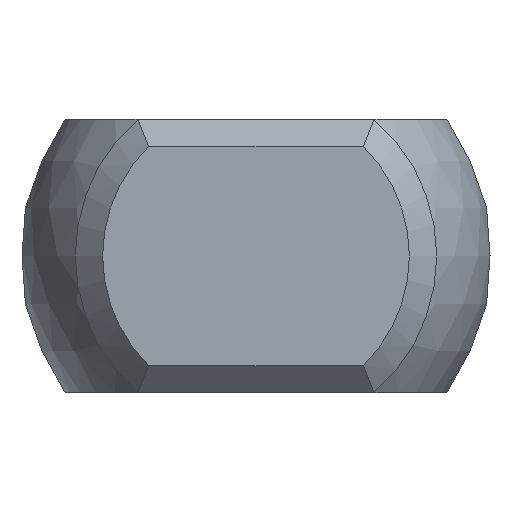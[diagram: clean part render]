
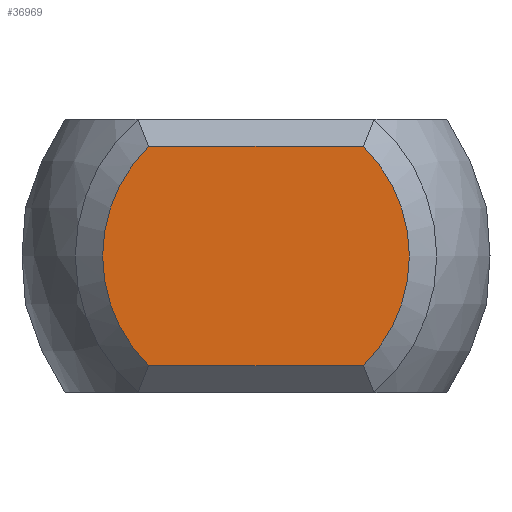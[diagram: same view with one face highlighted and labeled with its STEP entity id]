
A CAD part, left-side view. The second image highlights one B-rep face of the part: STEP entity #36969.
In plain terms, the highlighted planar face has unit normal (-1, 0, 0).
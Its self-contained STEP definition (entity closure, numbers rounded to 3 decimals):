
#34631 = PLANE('',#34632);
#34632 = AXIS2_PLACEMENT_3D('',#34633,#34634,#34635);
#34633 = CARTESIAN_POINT('',(-52.875,3.125,2.25));
#34634 = DIRECTION('',(0.707,0.,-0.707));
#34635 = DIRECTION('',(-0.707,0.,-0.707));
#36346 = EDGE_CURVE('',#36347,#36349,#36351,.T.);
#36347 = VERTEX_POINT('',#36348);
#36348 = CARTESIAN_POINT('',(-53.125,-1.96,-2.));
#36349 = VERTEX_POINT('',#36350);
#36350 = CARTESIAN_POINT('',(-53.125,-1.96,2.));
#36351 = SURFACE_CURVE('',#36352,(#36357,#36369),.PCURVE_S1.);
#36352 = CIRCLE('',#36353,2.8);
#36353 = AXIS2_PLACEMENT_3D('',#36354,#36355,#36356);
#36354 = CARTESIAN_POINT('',(-53.125,0.,0.));
#36355 = DIRECTION('',(-1.,0.,0.));
#36356 = DIRECTION('',(0.,-1.,0.));
#36357 = PCURVE('',#36358,#36363);
#36358 = CONICAL_SURFACE('',#36359,3.05,0.785);
#36359 = AXIS2_PLACEMENT_3D('',#36360,#36361,#36362);
#36360 = CARTESIAN_POINT('',(-52.875,0.,0.));
#36361 = DIRECTION('',(1.,0.,0.));
#36362 = DIRECTION('',(0.,-1.,0.));
#36363 = DEFINITIONAL_REPRESENTATION('',(#36364),#36368);
#36364 = LINE('',#36365,#36366);
#36365 = CARTESIAN_POINT('',(6.283,-0.25));
#36366 = VECTOR('',#36367,1.);
#36367 = DIRECTION('',(-1.,0.));
#36368 = ( GEOMETRIC_REPRESENTATION_CONTEXT(2) 
PARAMETRIC_REPRESENTATION_CONTEXT() REPRESENTATION_CONTEXT('2D SPACE',''
  ) );
#36369 = PCURVE('',#36370,#36375);
#36370 = PLANE('',#36371);
#36371 = AXIS2_PLACEMENT_3D('',#36372,#36373,#36374);
#36372 = CARTESIAN_POINT('',(-53.125,0.,0.));
#36373 = DIRECTION('',(1.,0.,0.));
#36374 = DIRECTION('',(0.,0.,-1.));
#36375 = DEFINITIONAL_REPRESENTATION('',(#36376),#36384);
#36376 = ( BOUNDED_CURVE() B_SPLINE_CURVE(2,(#36377,#36378,#36379,#36380
    ,#36381,#36382,#36383),.UNSPECIFIED.,.T.,.F.) 
B_SPLINE_CURVE_WITH_KNOTS((1,2,2,2,2,1),(-2.094,0.,
    2.094,4.189,6.283,8.378),
.UNSPECIFIED.) CURVE() GEOMETRIC_REPRESENTATION_ITEM() 
RATIONAL_B_SPLINE_CURVE((1.,0.5,1.,0.5,1.,0.5,1.)) REPRESENTATION_ITEM(
  '') );
#36377 = CARTESIAN_POINT('',(0.,-2.8));
#36378 = CARTESIAN_POINT('',(-4.85,-2.8));
#36379 = CARTESIAN_POINT('',(-2.425,1.4));
#36380 = CARTESIAN_POINT('',(0.,5.6));
#36381 = CARTESIAN_POINT('',(2.425,1.4));
#36382 = CARTESIAN_POINT('',(4.85,-2.8));
#36383 = CARTESIAN_POINT('',(0.,-2.8));
#36384 = ( GEOMETRIC_REPRESENTATION_CONTEXT(2) 
PARAMETRIC_REPRESENTATION_CONTEXT() REPRESENTATION_CONTEXT('2D SPACE',''
  ) );
#36402 = PLANE('',#36403);
#36403 = AXIS2_PLACEMENT_3D('',#36404,#36405,#36406);
#36404 = CARTESIAN_POINT('',(-52.875,-3.125,-2.25));
#36405 = DIRECTION('',(0.707,0.,0.707)
  );
#36406 = DIRECTION('',(0.707,0.,-0.707));
#36462 = EDGE_CURVE('',#36349,#36463,#36465,.T.);
#36463 = VERTEX_POINT('',#36464);
#36464 = CARTESIAN_POINT('',(-53.125,1.96,2.));
#36465 = SURFACE_CURVE('',#36466,(#36470,#36477),.PCURVE_S1.);
#36466 = LINE('',#36467,#36468);
#36467 = CARTESIAN_POINT('',(-53.125,3.125,2.));
#36468 = VECTOR('',#36469,1.);
#36469 = DIRECTION('',(0.,1.,0.));
#36470 = PCURVE('',#34631,#36471);
#36471 = DEFINITIONAL_REPRESENTATION('',(#36472),#36476);
#36472 = LINE('',#36473,#36474);
#36473 = CARTESIAN_POINT('',(0.354,0.));
#36474 = VECTOR('',#36475,1.);
#36475 = DIRECTION('',(0.,1.));
#36476 = ( GEOMETRIC_REPRESENTATION_CONTEXT(2) 
PARAMETRIC_REPRESENTATION_CONTEXT() REPRESENTATION_CONTEXT('2D SPACE',''
  ) );
#36477 = PCURVE('',#36370,#36478);
#36478 = DEFINITIONAL_REPRESENTATION('',(#36479),#36483);
#36479 = LINE('',#36480,#36481);
#36480 = CARTESIAN_POINT('',(-2.,3.125));
#36481 = VECTOR('',#36482,1.);
#36482 = DIRECTION('',(0.,1.));
#36483 = ( GEOMETRIC_REPRESENTATION_CONTEXT(2) 
PARAMETRIC_REPRESENTATION_CONTEXT() REPRESENTATION_CONTEXT('2D SPACE',''
  ) );
#36503 = CONICAL_SURFACE('',#36504,3.05,0.785);
#36504 = AXIS2_PLACEMENT_3D('',#36505,#36506,#36507);
#36505 = CARTESIAN_POINT('',(-52.875,0.,0.));
#36506 = DIRECTION('',(1.,0.,0.));
#36507 = DIRECTION('',(-0.,1.,0.));
#36517 = EDGE_CURVE('',#36463,#36518,#36520,.T.);
#36518 = VERTEX_POINT('',#36519);
#36519 = CARTESIAN_POINT('',(-53.125,1.96,-2.));
#36520 = SURFACE_CURVE('',#36521,(#36526,#36533),.PCURVE_S1.);
#36521 = CIRCLE('',#36522,2.8);
#36522 = AXIS2_PLACEMENT_3D('',#36523,#36524,#36525);
#36523 = CARTESIAN_POINT('',(-53.125,0.,0.));
#36524 = DIRECTION('',(-1.,0.,0.));
#36525 = DIRECTION('',(0.,1.,0.));
#36526 = PCURVE('',#36503,#36527);
#36527 = DEFINITIONAL_REPRESENTATION('',(#36528),#36532);
#36528 = LINE('',#36529,#36530);
#36529 = CARTESIAN_POINT('',(6.283,-0.25));
#36530 = VECTOR('',#36531,1.);
#36531 = DIRECTION('',(-1.,0.));
#36532 = ( GEOMETRIC_REPRESENTATION_CONTEXT(2) 
PARAMETRIC_REPRESENTATION_CONTEXT() REPRESENTATION_CONTEXT('2D SPACE',''
  ) );
#36533 = PCURVE('',#36370,#36534);
#36534 = DEFINITIONAL_REPRESENTATION('',(#36535),#36543);
#36535 = ( BOUNDED_CURVE() B_SPLINE_CURVE(2,(#36536,#36537,#36538,#36539
    ,#36540,#36541,#36542),.UNSPECIFIED.,.T.,.F.) 
B_SPLINE_CURVE_WITH_KNOTS((1,2,2,2,2,1),(-2.094,0.,
    2.094,4.189,6.283,8.378),
.UNSPECIFIED.) CURVE() GEOMETRIC_REPRESENTATION_ITEM() 
RATIONAL_B_SPLINE_CURVE((1.,0.5,1.,0.5,1.,0.5,1.)) REPRESENTATION_ITEM(
  '') );
#36536 = CARTESIAN_POINT('',(0.,2.8));
#36537 = CARTESIAN_POINT('',(4.85,2.8));
#36538 = CARTESIAN_POINT('',(2.425,-1.4));
#36539 = CARTESIAN_POINT('',(0.,-5.6));
#36540 = CARTESIAN_POINT('',(-2.425,-1.4));
#36541 = CARTESIAN_POINT('',(-4.85,2.8));
#36542 = CARTESIAN_POINT('',(0.,2.8));
#36543 = ( GEOMETRIC_REPRESENTATION_CONTEXT(2) 
PARAMETRIC_REPRESENTATION_CONTEXT() REPRESENTATION_CONTEXT('2D SPACE',''
  ) );
#36617 = EDGE_CURVE('',#36518,#36347,#36618,.T.);
#36618 = SURFACE_CURVE('',#36619,(#36623,#36630),.PCURVE_S1.);
#36619 = LINE('',#36620,#36621);
#36620 = CARTESIAN_POINT('',(-53.125,-3.125,-2.));
#36621 = VECTOR('',#36622,1.);
#36622 = DIRECTION('',(0.,-1.,0.));
#36623 = PCURVE('',#36402,#36624);
#36624 = DEFINITIONAL_REPRESENTATION('',(#36625),#36629);
#36625 = LINE('',#36626,#36627);
#36626 = CARTESIAN_POINT('',(-0.354,0.));
#36627 = VECTOR('',#36628,1.);
#36628 = DIRECTION('',(0.,-1.));
#36629 = ( GEOMETRIC_REPRESENTATION_CONTEXT(2) 
PARAMETRIC_REPRESENTATION_CONTEXT() REPRESENTATION_CONTEXT('2D SPACE',''
  ) );
#36630 = PCURVE('',#36370,#36631);
#36631 = DEFINITIONAL_REPRESENTATION('',(#36632),#36636);
#36632 = LINE('',#36633,#36634);
#36633 = CARTESIAN_POINT('',(2.,-3.125));
#36634 = VECTOR('',#36635,1.);
#36635 = DIRECTION('',(0.,-1.));
#36636 = ( GEOMETRIC_REPRESENTATION_CONTEXT(2) 
PARAMETRIC_REPRESENTATION_CONTEXT() REPRESENTATION_CONTEXT('2D SPACE',''
  ) );
#36969 = ADVANCED_FACE('',(#36970),#36370,.F.);
#36970 = FACE_BOUND('',#36971,.T.);
#36971 = EDGE_LOOP('',(#36972,#36973,#36974,#36975));
#36972 = ORIENTED_EDGE('',*,*,#36346,.T.);
#36973 = ORIENTED_EDGE('',*,*,#36462,.T.);
#36974 = ORIENTED_EDGE('',*,*,#36517,.T.);
#36975 = ORIENTED_EDGE('',*,*,#36617,.T.);
